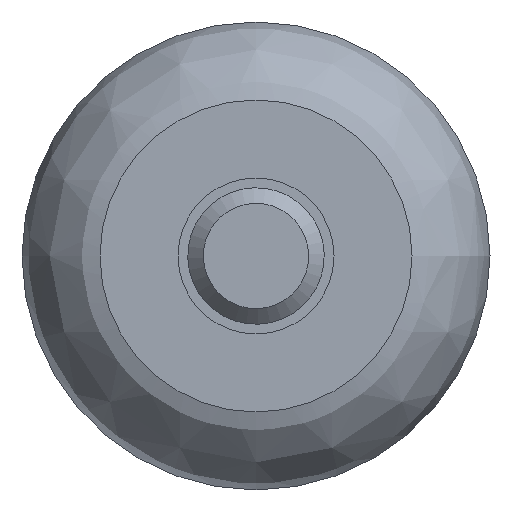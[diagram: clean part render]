
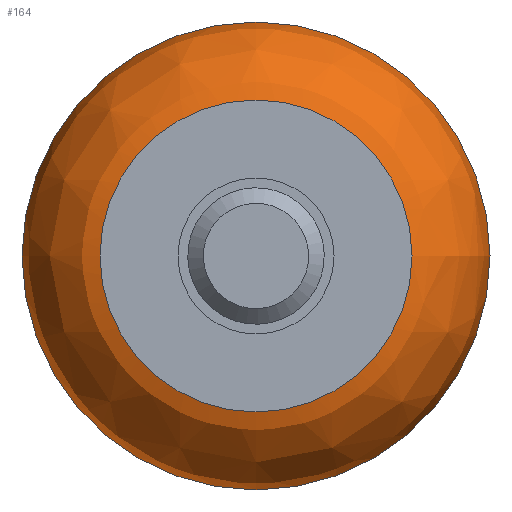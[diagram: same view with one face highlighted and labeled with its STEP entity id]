
A CAD part, left-side view. The second image highlights one B-rep face of the part: STEP entity #164.
In plain terms, the highlighted free-form (B-spline) face has degree [2, 2] with [3, 9] control points.
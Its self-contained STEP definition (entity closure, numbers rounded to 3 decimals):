
#107=CARTESIAN_POINT('',(0.9,-3.5,0.));
#108=CARTESIAN_POINT('',(1.323,-6.,0.));
#109=CARTESIAN_POINT('',(3.858,-6.,0.));
#110=CARTESIAN_POINT('',(0.9,-3.5,3.5));
#111=CARTESIAN_POINT('',(1.323,-6.,6.));
#112=CARTESIAN_POINT('',(3.858,-6.,6.0));
#113=CARTESIAN_POINT('',(0.9,0.,3.5));
#114=CARTESIAN_POINT('',(1.323,0.,6.));
#115=CARTESIAN_POINT('',(3.858,0.,6.));
#116=CARTESIAN_POINT('',(0.9,3.5,3.5));
#117=CARTESIAN_POINT('',(1.323,6.,6.));
#118=CARTESIAN_POINT('',(3.858,6.0,6.));
#119=CARTESIAN_POINT('',(0.9,3.5,0.));
#120=CARTESIAN_POINT('',(1.323,6.,0.));
#121=CARTESIAN_POINT('',(3.858,6.0,0.));
#122=CARTESIAN_POINT('',(0.9,3.5,-3.5));
#123=CARTESIAN_POINT('',(1.323,6.,-6.));
#124=CARTESIAN_POINT('',(3.858,6.,-6.0));
#125=CARTESIAN_POINT('',(0.9,0.,-3.5));
#126=CARTESIAN_POINT('',(1.323,0.,-6.));
#127=CARTESIAN_POINT('',(3.858,0.,-6.));
#128=CARTESIAN_POINT('',(0.9,-3.5,-3.5));
#129=CARTESIAN_POINT('',(1.323,-6.,-6.));
#130=CARTESIAN_POINT('',(3.858,-6.,-6.));
#131=CARTESIAN_POINT('',(0.9,-3.5,0.));
#132=CARTESIAN_POINT('',(1.323,-6.,0.));
#133=CARTESIAN_POINT('',(3.858,-6.,0.));
#141=(BOUNDED_SURFACE()B_SPLINE_SURFACE(2,2,((#107,#110,#113,#116,#119,#122,#125,#128,#131),(#108,#111,#114,#117,#120,#123,#126,#129,#132),(#109,#112,#115,#118,#121,#124,#127,#130,#133)),.UNSPECIFIED.,.F.,.T.,.U.)B_SPLINE_SURFACE_WITH_KNOTS((3,3),(3,2,2,2,3),(-1.403,0.),(0.0,1.571,3.142,4.712,6.283),.UNSPECIFIED.)GEOMETRIC_REPRESENTATION_ITEM()RATIONAL_B_SPLINE_SURFACE(((1.0,0.707,1.0,0.707,1.0,0.707,1.0,0.707,1.0),(0.764,0.54,0.764,0.54,0.764,0.54,0.764,0.54,0.764),(1.0,0.707,1.0,0.707,1.0,0.707,1.0,0.707,1.0)))REPRESENTATION_ITEM('')SURFACE());
#142=CARTESIAN_POINT('',(0.9,3.5,0.0));
#143=VERTEX_POINT('',#142);
#144=CARTESIAN_POINT('',(0.9,0.,0.0));
#145=DIRECTION('',(1.0,0.0,0.0));
#146=DIRECTION('',(0.0,1.0,0.0));
#147=AXIS2_PLACEMENT_3D('',#144,#145,#146);
#148=CIRCLE('',#147,3.5);
#149=EDGE_CURVE('',#143,#143,#148,.T.);
#150=ORIENTED_EDGE('',*,*,#149,.T.);
#151=EDGE_LOOP('',(#150));
#152=FACE_OUTER_BOUND('',#151,.T.);
#153=CARTESIAN_POINT('',(3.858,-6.,0.));
#154=VERTEX_POINT('',#153);
#155=CARTESIAN_POINT('',(3.858,0.,0.));
#156=DIRECTION('',(-1.0,0.0,0.0));
#157=DIRECTION('',(0.0,1.0,0.0));
#158=AXIS2_PLACEMENT_3D('',#155,#156,#157);
#159=CIRCLE('',#158,6.);
#160=EDGE_CURVE('',#154,#154,#159,.T.);
#161=ORIENTED_EDGE('',*,*,#160,.T.);
#162=EDGE_LOOP('',(#161));
#163=FACE_BOUND('',#162,.T.);
#164=ADVANCED_FACE('',(#152,#163),#141,.T.);
